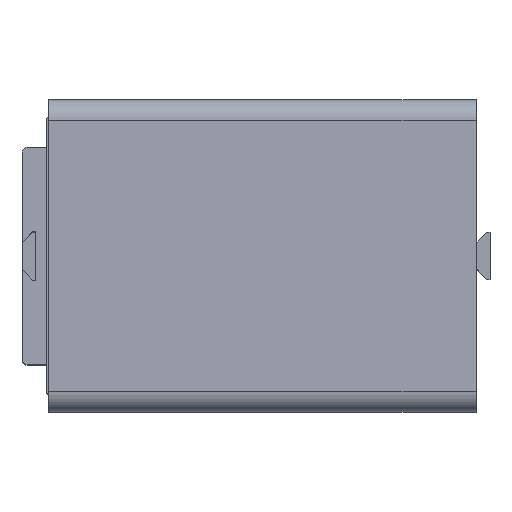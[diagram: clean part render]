
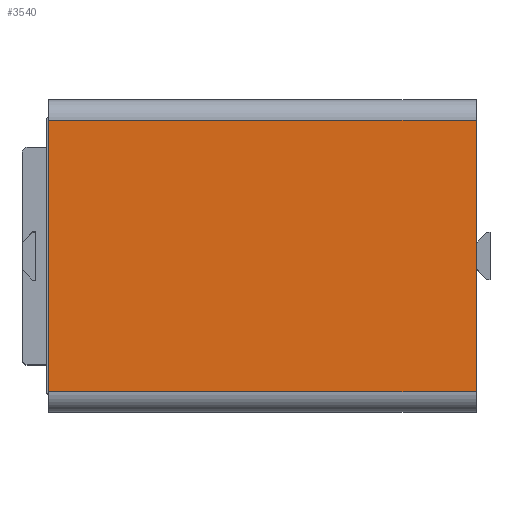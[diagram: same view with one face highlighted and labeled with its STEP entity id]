
A CAD part, top view. The second image highlights one B-rep face of the part: STEP entity #3540.
In plain terms, the highlighted planar face has unit normal (0, 0, 1).
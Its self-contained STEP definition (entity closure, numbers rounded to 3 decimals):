
#3267=DIRECTION('',(0.,-1.,0.));
#3268=VECTOR('',#3267,22.4);
#3269=CARTESIAN_POINT('',(37.5,11.2,26.2));
#3270=LINE('',#3269,#3268);
#3316=DIRECTION('',(-1.,0.,0.));
#3317=VECTOR('',#3316,35.3);
#3318=CARTESIAN_POINT('',(37.5,11.2,26.2));
#3319=LINE('',#3318,#3317);
#3320=DIRECTION('',(-1.,0.,0.));
#3321=VECTOR('',#3320,35.3);
#3322=CARTESIAN_POINT('',(37.5,-11.2,26.2));
#3323=LINE('',#3322,#3321);
#3357=DIRECTION('',(0.,-1.,0.));
#3358=VECTOR('',#3357,22.4);
#3359=CARTESIAN_POINT('',(2.2,11.2,26.2));
#3360=LINE('',#3359,#3358);
#3386=CARTESIAN_POINT('',(37.5,11.2,26.2));
#3387=VERTEX_POINT('',#3386);
#3388=CARTESIAN_POINT('',(37.5,-11.2,26.2));
#3389=VERTEX_POINT('',#3388);
#3406=CARTESIAN_POINT('',(2.2,11.2,26.2));
#3407=VERTEX_POINT('',#3406);
#3408=CARTESIAN_POINT('',(2.2,-11.2,26.2));
#3409=VERTEX_POINT('',#3408);
#3527=CARTESIAN_POINT('',(37.5,11.2,26.2));
#3528=DIRECTION('',(0.,0.,1.));
#3529=DIRECTION('',(0.,-1.,0.));
#3530=AXIS2_PLACEMENT_3D('',#3527,#3528,#3529);
#3531=PLANE('',#3530);
#3532=ORIENTED_EDGE('',*,*,#3427,.T.);
#3534=ORIENTED_EDGE('',*,*,#3533,.T.);
#3536=ORIENTED_EDGE('',*,*,#3535,.F.);
#3537=ORIENTED_EDGE('',*,*,#3519,.F.);
#3538=EDGE_LOOP('',(#3532,#3534,#3536,#3537));
#3539=FACE_OUTER_BOUND('',#3538,.F.);
#3540=ADVANCED_FACE('',(#3539),#3531,.T.);
#3427=EDGE_CURVE('',#3387,#3389,#3270,.T.);
#3519=EDGE_CURVE('',#3387,#3407,#3319,.T.);
#3533=EDGE_CURVE('',#3389,#3409,#3323,.T.);
#3535=EDGE_CURVE('',#3407,#3409,#3360,.T.);
